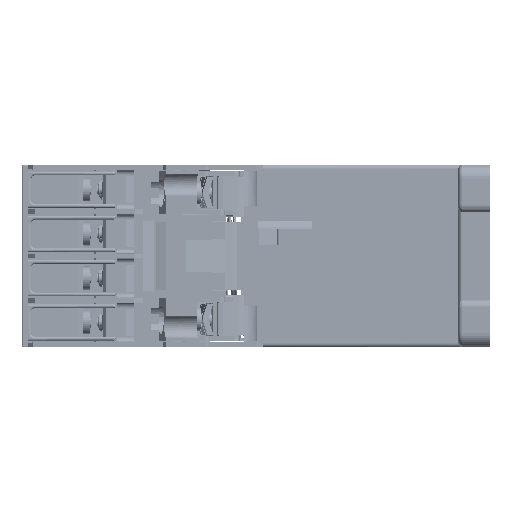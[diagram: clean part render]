
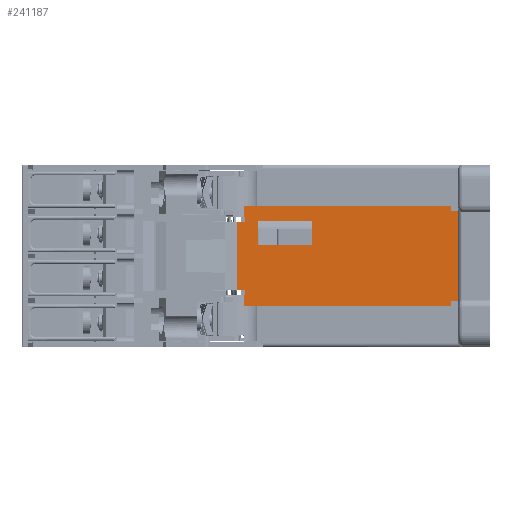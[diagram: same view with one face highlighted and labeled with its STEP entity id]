
A CAD part, left-side view. The second image highlights one B-rep face of the part: STEP entity #241187.
In plain terms, the highlighted planar face has unit normal (-1, 0, 0).
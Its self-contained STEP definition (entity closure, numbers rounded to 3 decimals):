
#240922=CARTESIAN_POINT('',(-32.4,-47.6,12.4));
#240923=VERTEX_POINT('',#240922);
#240930=CARTESIAN_POINT('',(-32.4,-47.6,11.1));
#240931=VERTEX_POINT('',#240930);
#240932=CARTESIAN_POINT('',(-32.4,-47.6,11.1));
#240933=DIRECTION('',(0.0,0.0,1.0));
#240934=VECTOR('',#240933,1.3);
#240935=LINE('',#240932,#240934);
#240936=EDGE_CURVE('',#240931,#240923,#240935,.T.);
#240961=CARTESIAN_POINT('',(-32.4,-49.5,11.1));
#240962=VERTEX_POINT('',#240961);
#240963=CARTESIAN_POINT('',(-32.4,-49.5,11.1));
#240964=DIRECTION('',(0.0,1.0,0.0));
#240965=VECTOR('',#240964,1.9);
#240966=LINE('',#240963,#240965);
#240967=EDGE_CURVE('',#240962,#240931,#240966,.T.);
#241002=CARTESIAN_POINT('',(-32.4,-49.5,12.4));
#241003=DIRECTION('',(-1.0,0.0,0.0));
#241004=DIRECTION('',(0.0,0.0,1.0));
#241005=AXIS2_PLACEMENT_3D('',#241002,#241003,#241004);
#241006=PLANE('',#241005);
#241007=ORIENTED_EDGE('',*,*,#240967,.T.);
#241008=ORIENTED_EDGE('',*,*,#240936,.T.);
#241009=CARTESIAN_POINT('',(-32.4,3.17,12.4));
#241010=VERTEX_POINT('',#241009);
#241011=CARTESIAN_POINT('',(-32.4,-47.6,12.4));
#241012=DIRECTION('',(0.0,1.0,0.0));
#241013=VECTOR('',#241012,50.77);
#241014=LINE('',#241011,#241013);
#241015=EDGE_CURVE('',#240923,#241010,#241014,.T.);
#241016=ORIENTED_EDGE('',*,*,#241015,.T.);
#241017=CARTESIAN_POINT('',(-32.4,3.17,9.65));
#241018=VERTEX_POINT('',#241017);
#241019=CARTESIAN_POINT('',(-32.4,3.17,9.65));
#241020=DIRECTION('',(0.0,0.0,1.0));
#241021=VECTOR('',#241020,2.75);
#241022=LINE('',#241019,#241021);
#241023=EDGE_CURVE('',#241018,#241010,#241022,.T.);
#241024=ORIENTED_EDGE('',*,*,#241023,.F.);
#241025=CARTESIAN_POINT('',(-32.4,3.1,9.65));
#241026=VERTEX_POINT('',#241025);
#241027=CARTESIAN_POINT('',(-32.4,3.17,9.65));
#241028=DIRECTION('',(0.0,-1.0,0.0));
#241029=VECTOR('',#241028,0.07);
#241030=LINE('',#241027,#241029);
#241031=EDGE_CURVE('',#241018,#241026,#241030,.T.);
#241032=ORIENTED_EDGE('',*,*,#241031,.T.);
#241033=CARTESIAN_POINT('',(-32.4,3.1,8.4));
#241034=VERTEX_POINT('',#241033);
#241035=CARTESIAN_POINT('',(-32.4,3.1,9.65));
#241036=DIRECTION('',(0.0,0.0,-1.0));
#241037=VECTOR('',#241036,1.25);
#241038=LINE('',#241035,#241037);
#241039=EDGE_CURVE('',#241026,#241034,#241038,.T.);
#241040=ORIENTED_EDGE('',*,*,#241039,.T.);
#241041=CARTESIAN_POINT('',(-32.4,5.1,8.4));
#241042=VERTEX_POINT('',#241041);
#241043=CARTESIAN_POINT('',(-32.4,3.1,8.4));
#241044=DIRECTION('',(0.0,1.0,0.0));
#241045=VECTOR('',#241044,2.0);
#241046=LINE('',#241043,#241045);
#241047=EDGE_CURVE('',#241034,#241042,#241046,.T.);
#241048=ORIENTED_EDGE('',*,*,#241047,.T.);
#241049=CARTESIAN_POINT('',(-32.4,5.1,-8.4));
#241050=VERTEX_POINT('',#241049);
#241051=CARTESIAN_POINT('',(-32.4,5.1,-8.4));
#241052=DIRECTION('',(0.0,0.0,1.0));
#241053=VECTOR('',#241052,16.8);
#241054=LINE('',#241051,#241053);
#241055=EDGE_CURVE('',#241050,#241042,#241054,.T.);
#241056=ORIENTED_EDGE('',*,*,#241055,.F.);
#241057=CARTESIAN_POINT('',(-32.4,3.1,-8.4));
#241058=VERTEX_POINT('',#241057);
#241059=CARTESIAN_POINT('',(-32.4,5.1,-8.4));
#241060=DIRECTION('',(0.0,-1.0,0.0));
#241061=VECTOR('',#241060,2.0);
#241062=LINE('',#241059,#241061);
#241063=EDGE_CURVE('',#241050,#241058,#241062,.T.);
#241064=ORIENTED_EDGE('',*,*,#241063,.T.);
#241065=CARTESIAN_POINT('',(-32.4,3.1,-9.65));
#241066=VERTEX_POINT('',#241065);
#241067=CARTESIAN_POINT('',(-32.4,3.1,-8.4));
#241068=DIRECTION('',(0.0,0.0,-1.0));
#241069=VECTOR('',#241068,1.25);
#241070=LINE('',#241067,#241069);
#241071=EDGE_CURVE('',#241058,#241066,#241070,.T.);
#241072=ORIENTED_EDGE('',*,*,#241071,.T.);
#241073=CARTESIAN_POINT('',(-32.4,3.17,-9.65));
#241074=VERTEX_POINT('',#241073);
#241075=CARTESIAN_POINT('',(-32.4,3.1,-9.65));
#241076=DIRECTION('',(0.0,1.0,0.0));
#241077=VECTOR('',#241076,0.07);
#241078=LINE('',#241075,#241077);
#241079=EDGE_CURVE('',#241066,#241074,#241078,.T.);
#241080=ORIENTED_EDGE('',*,*,#241079,.T.);
#241081=CARTESIAN_POINT('',(-32.4,3.17,-12.4));
#241082=VERTEX_POINT('',#241081);
#241083=CARTESIAN_POINT('',(-32.4,3.17,-12.4));
#241084=DIRECTION('',(0.0,0.0,1.0));
#241085=VECTOR('',#241084,2.75);
#241086=LINE('',#241083,#241085);
#241087=EDGE_CURVE('',#241082,#241074,#241086,.T.);
#241088=ORIENTED_EDGE('',*,*,#241087,.F.);
#241089=CARTESIAN_POINT('',(-32.4,-47.6,-12.4));
#241090=VERTEX_POINT('',#241089);
#241091=CARTESIAN_POINT('',(-32.4,-47.6,-12.4));
#241092=DIRECTION('',(0.0,1.0,0.0));
#241093=VECTOR('',#241092,50.77);
#241094=LINE('',#241091,#241093);
#241095=EDGE_CURVE('',#241090,#241082,#241094,.T.);
#241096=ORIENTED_EDGE('',*,*,#241095,.F.);
#241097=CARTESIAN_POINT('',(-32.4,-47.6,-11.1));
#241098=VERTEX_POINT('',#241097);
#241099=CARTESIAN_POINT('',(-32.4,-47.6,-12.4));
#241100=DIRECTION('',(0.0,0.0,1.0));
#241101=VECTOR('',#241100,1.3);
#241102=LINE('',#241099,#241101);
#241103=EDGE_CURVE('',#241090,#241098,#241102,.T.);
#241104=ORIENTED_EDGE('',*,*,#241103,.T.);
#241105=CARTESIAN_POINT('',(-32.4,-49.5,-11.1));
#241106=VERTEX_POINT('',#241105);
#241107=CARTESIAN_POINT('',(-32.4,-47.6,-11.1));
#241108=DIRECTION('',(0.0,-1.0,0.0));
#241109=VECTOR('',#241108,1.9);
#241110=LINE('',#241107,#241109);
#241111=EDGE_CURVE('',#241098,#241106,#241110,.T.);
#241112=ORIENTED_EDGE('',*,*,#241111,.T.);
#241113=CARTESIAN_POINT('',(-32.4,-49.5,-2.25));
#241114=VERTEX_POINT('',#241113);
#241115=CARTESIAN_POINT('',(-32.4,-49.5,-2.25));
#241116=DIRECTION('',(0.0,0.0,-1.0));
#241117=VECTOR('',#241116,8.85);
#241118=LINE('',#241115,#241117);
#241119=EDGE_CURVE('',#241114,#241106,#241118,.T.);
#241120=ORIENTED_EDGE('',*,*,#241119,.F.);
#241121=CARTESIAN_POINT('',(-32.4,-51.3,-2.25));
#241122=VERTEX_POINT('',#241121);
#241123=CARTESIAN_POINT('',(-32.4,-49.5,-2.25));
#241124=DIRECTION('',(0.0,-1.0,0.0));
#241125=VECTOR('',#241124,1.8);
#241126=LINE('',#241123,#241125);
#241127=EDGE_CURVE('',#241114,#241122,#241126,.T.);
#241128=ORIENTED_EDGE('',*,*,#241127,.T.);
#241129=CARTESIAN_POINT('',(-32.4,-51.3,2.25));
#241130=VERTEX_POINT('',#241129);
#241131=CARTESIAN_POINT('',(-32.4,-51.3,2.25));
#241132=DIRECTION('',(0.0,0.0,-1.0));
#241133=VECTOR('',#241132,4.5);
#241134=LINE('',#241131,#241133);
#241135=EDGE_CURVE('',#241130,#241122,#241134,.T.);
#241136=ORIENTED_EDGE('',*,*,#241135,.F.);
#241137=CARTESIAN_POINT('',(-32.4,-49.5,2.25));
#241138=VERTEX_POINT('',#241137);
#241139=CARTESIAN_POINT('',(-32.4,-49.5,2.25));
#241140=DIRECTION('',(0.0,-1.0,0.0));
#241141=VECTOR('',#241140,1.8);
#241142=LINE('',#241139,#241141);
#241143=EDGE_CURVE('',#241138,#241130,#241142,.T.);
#241144=ORIENTED_EDGE('',*,*,#241143,.F.);
#241145=CARTESIAN_POINT('',(-32.4,-49.5,11.1));
#241146=DIRECTION('',(0.0,0.0,-1.0));
#241147=VECTOR('',#241146,8.85);
#241148=LINE('',#241145,#241147);
#241149=EDGE_CURVE('',#240962,#241138,#241148,.T.);
#241150=ORIENTED_EDGE('',*,*,#241149,.F.);
#241151=EDGE_LOOP('',(#241007,#241008,#241016,#241024,#241032,#241040,#241048,#241056,#241064,#241072,#241080,#241088,#241096,#241104,#241112,#241120,#241128,#241136,#241144,#241150));
#241152=FACE_OUTER_BOUND('',#241151,.T.);
#241153=CARTESIAN_POINT('',(-32.4,-13.55,2.6));
#241154=VERTEX_POINT('',#241153);
#241155=CARTESIAN_POINT('',(-32.4,-0.3,2.6));
#241156=VERTEX_POINT('',#241155);
#241157=CARTESIAN_POINT('',(-32.4,-13.55,2.6));
#241158=DIRECTION('',(0.0,1.0,0.0));
#241159=VECTOR('',#241158,13.25);
#241160=LINE('',#241157,#241159);
#241161=EDGE_CURVE('',#241154,#241156,#241160,.T.);
#241162=ORIENTED_EDGE('',*,*,#241161,.T.);
#241163=CARTESIAN_POINT('',(-32.4,-0.3,8.6));
#241164=VERTEX_POINT('',#241163);
#241165=CARTESIAN_POINT('',(-32.4,-0.3,2.6));
#241166=DIRECTION('',(0.0,0.0,1.0));
#241167=VECTOR('',#241166,6.);
#241168=LINE('',#241165,#241167);
#241169=EDGE_CURVE('',#241156,#241164,#241168,.T.);
#241170=ORIENTED_EDGE('',*,*,#241169,.T.);
#241171=CARTESIAN_POINT('',(-32.4,-13.55,8.6));
#241172=VERTEX_POINT('',#241171);
#241173=CARTESIAN_POINT('',(-32.4,-0.3,8.6));
#241174=DIRECTION('',(0.0,-1.0,0.0));
#241175=VECTOR('',#241174,13.25);
#241176=LINE('',#241173,#241175);
#241177=EDGE_CURVE('',#241164,#241172,#241176,.T.);
#241178=ORIENTED_EDGE('',*,*,#241177,.T.);
#241179=CARTESIAN_POINT('',(-32.4,-13.55,8.6));
#241180=DIRECTION('',(0.0,0.0,-1.0));
#241181=VECTOR('',#241180,6.0);
#241182=LINE('',#241179,#241181);
#241183=EDGE_CURVE('',#241172,#241154,#241182,.T.);
#241184=ORIENTED_EDGE('',*,*,#241183,.T.);
#241185=EDGE_LOOP('',(#241162,#241170,#241178,#241184));
#241186=FACE_BOUND('',#241185,.T.);
#241187=ADVANCED_FACE('',(#241152,#241186),#241006,.T.);
